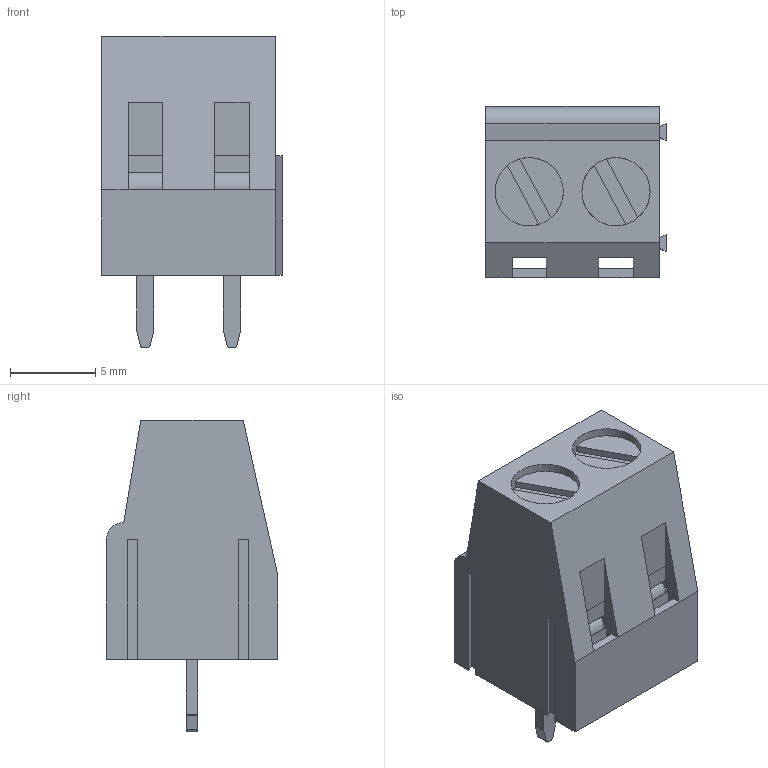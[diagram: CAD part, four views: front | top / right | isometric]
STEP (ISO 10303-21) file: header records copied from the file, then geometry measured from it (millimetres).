
FILE_DESCRIPTION(/* description */ (''),/* implementation_level */ '2;1');
FILE_NAME(/* name */ '2er Terminal Block.step',/* time_stamp */ '2021-04-20T22:08:44+02:00',/* author */ (''),/* organization */ (''),/* preprocessor_version */ 'ST-DEVELOPER v18.1',/* originating_system */ 'Autodesk Translation Framework v10.6.0.1341',/* authorisation */ '');
FILE_SCHEMA (('AUTOMOTIVE_DESIGN { 1 0 10303 214 3 1 1 }'));
Length unit declared in the file: millimetre
Products named in the file (15): Terminal Block; 2er Terminalblock_2; Pin (1) (19); Tornillo (1) (19); Cubo interno (1) (19); Pin (1) (1) (18); Tornillo (1) (1) (18); Cubo interno (1) (1) (18); 1er Terminalblock (7); Pin (1) (11); Tornillo (1) (11); Cubo interno (1) (11); Pin (1) (1) (10); Tornillo (1) (1) (10); Cubo interno (1) (1) (10)
Assembly tree (14 placements, depth 4):
  Terminal Block
    2er Terminalblock_2
      Pin (1) (19)
      Tornillo (1) (19)
      Cubo interno (1) (19)
      Pin (1) (1) (18)
      Tornillo (1) (1) (18)
      Cubo interno (1) (1) (18)
      1er Terminalblock (7)
        Pin (1) (11)
        Tornillo (1) (11)
        Cubo interno (1) (11)
        Pin (1) (1) (10)
        Tornillo (1) (1) (10)
        Cubo interno (1) (1) (10)
Bounding box: 10.56 x 10 x 18.25 mm (x, y, z)
Volume: 620.2 mm3; surface area: 1943.1 mm2
Topology: 1 solids, 145 shells, 233 faces, 957 edges, 862 vertices
Faces by surface type: plane 174, cylinder 59
Full cylindrical faces by diameter (mm): 4 x2
Entity records: 13876 total; most frequent: CARTESIAN_POINT 5328, DIRECTION 1629, ORIENTED_EDGE 1226, EDGE_CURVE 957, VERTEX_POINT 862, LINE 715, VECTOR 715, AXIS2_PLACEMENT_3D 457
